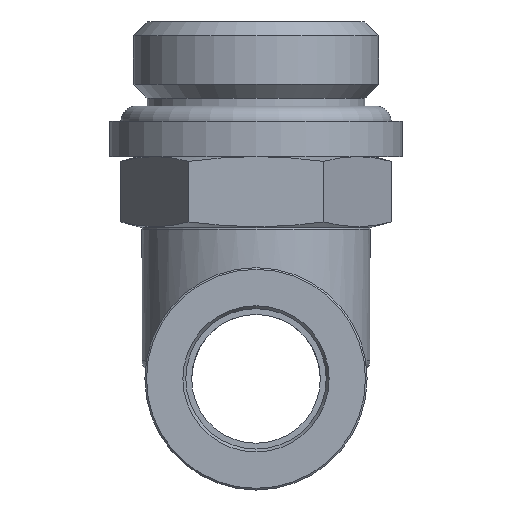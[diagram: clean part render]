
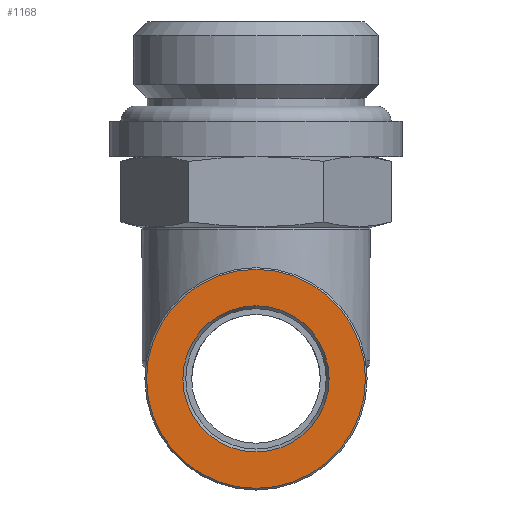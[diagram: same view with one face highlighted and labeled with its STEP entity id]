
A CAD part, left-side view. The second image highlights one B-rep face of the part: STEP entity #1168.
In plain terms, the highlighted planar face has unit normal (-1, 0, 0).
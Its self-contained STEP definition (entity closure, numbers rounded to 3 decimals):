
#38=PLANE('',#1254);
#89=CIRCLE('',#1255,9.359);
#90=CIRCLE('',#1256,6.25);
#172=ORIENTED_EDGE('',*,*,#336,.F.);
#173=ORIENTED_EDGE('',*,*,#337,.T.);
#336=EDGE_CURVE('',#419,#419,#89,.T.);
#337=EDGE_CURVE('',#420,#420,#90,.T.);
#419=VERTEX_POINT('',#1741);
#420=VERTEX_POINT('',#1743);
#512=EDGE_LOOP('',(#172));
#513=EDGE_LOOP('',(#173));
#620=FACE_BOUND('',#512,.T.);
#621=FACE_BOUND('',#513,.T.);
#1168=ADVANCED_FACE('',(#620,#621),#38,.F.);
#1254=AXIS2_PLACEMENT_3D('',#1739,#1409,#1410);
#1255=AXIS2_PLACEMENT_3D('',#1740,#1411,#1412);
#1256=AXIS2_PLACEMENT_3D('',#1742,#1413,#1414);
#1409=DIRECTION('',(1.,0.,0.));
#1410=DIRECTION('',(0.,0.,-1.));
#1411=DIRECTION('',(1.,0.,0.));
#1412=DIRECTION('',(0.,0.,-1.));
#1413=DIRECTION('',(1.,0.,0.));
#1414=DIRECTION('',(0.,0.,-1.));
#1739=CARTESIAN_POINT('',(-28.5,0.,0.));
#1740=CARTESIAN_POINT('',(-28.5,0.,0.));
#1741=CARTESIAN_POINT('',(-28.5,0.,-9.359));
#1742=CARTESIAN_POINT('',(-28.5,0.,0.));
#1743=CARTESIAN_POINT('',(-28.5,0.,-6.25));
